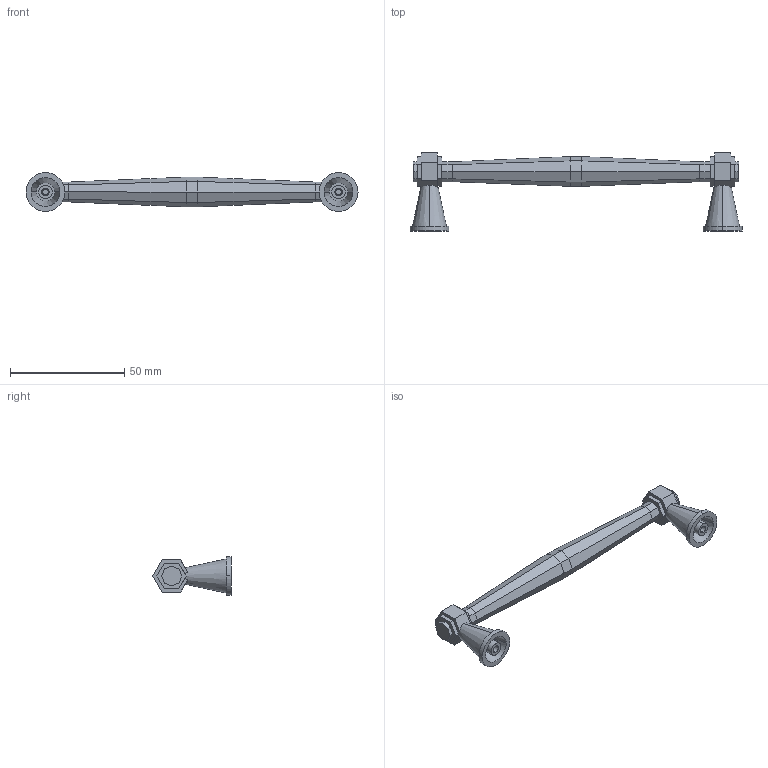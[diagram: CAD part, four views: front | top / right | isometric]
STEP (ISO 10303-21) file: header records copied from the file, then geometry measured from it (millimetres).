
FILE_DESCRIPTION (( 'STEP AP214' ), '1' );
FILE_NAME ('F003217,F003218_3D.step', '2022-08-15T13:04:38', ( '' ), ( '' ), 'SwSTEP 2.0', 'SolidWorks 2020', '' );
FILE_SCHEMA (( 'AUTOMOTIVE_DESIGN' ));
Length unit declared in the file: millimetre
Products named in the file (1): F003217,F003218_3D
Bounding box: 145 x 34.08 x 17 mm (x, y, z)
Volume: 15896.2 mm3; surface area: 8436.3 mm2
Topology: 3 solids, 3 shells, 136 faces, 330 edges, 208 vertices
Faces by surface type: plane 112, cylinder 12, cone 12
Entity records: 5466 total; most frequent: CARTESIAN_POINT 763, ORIENTED_EDGE 660, DIRECTION 620, EDGE_CURVE 330, VECTOR 266, LINE 266, VERTEX_POINT 208, AXIS2_PLACEMENT_3D 177
